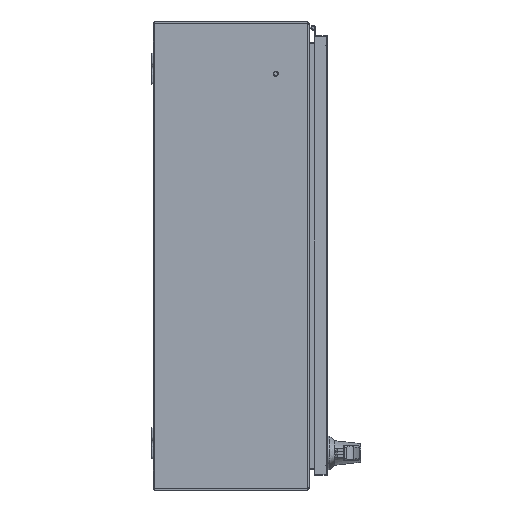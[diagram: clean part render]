
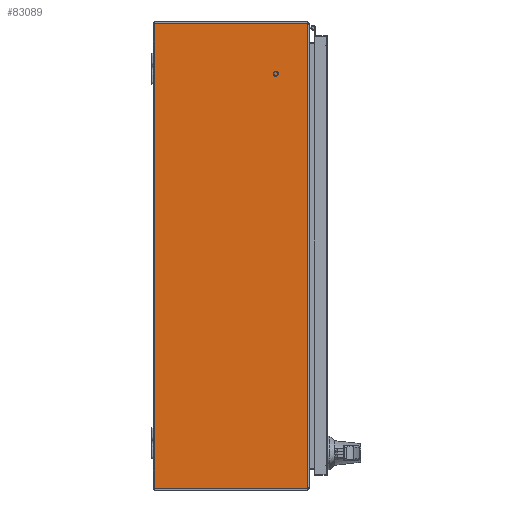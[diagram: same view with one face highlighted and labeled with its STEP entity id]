
A CAD part, front view. The second image highlights one B-rep face of the part: STEP entity #83089.
In plain terms, the highlighted face is planar.
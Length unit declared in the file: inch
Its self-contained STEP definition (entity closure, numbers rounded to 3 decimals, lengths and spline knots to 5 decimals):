
#2426 = DIRECTION ( 'NONE',  ( 1., 0., 0. ) ) ;
#2521 = CARTESIAN_POINT ( 'NONE',  ( -14.92789, -0.108, -18. ) ) ;
#2603 = CARTESIAN_POINT ( 'NONE',  ( -14.92789, -9.85871, -18. ) ) ;
#3464 = VECTOR ( 'NONE', #91262, 39.37008 ) ;
#4647 = VECTOR ( 'NONE', #88579, 39.37008 ) ;
#11163 = VERTEX_POINT ( 'NONE', #72542 ) ;
#12264 = VERTEX_POINT ( 'NONE', #2521 ) ;
#16609 = EDGE_LOOP ( 'NONE', ( #51923, #49095, #77297, #33349, #57319, #106047 ) ) ;
#16830 = VECTOR ( 'NONE', #89318, 39.37008 ) ;
#18977 = LINE ( 'NONE', #84575, #112992 ) ;
#21213 = CIRCLE ( 'NONE', #114272, 0.1 ) ;
#27783 = VERTEX_POINT ( 'NONE', #87957 ) ;
#28868 = AXIS2_PLACEMENT_3D ( 'NONE', #63741, #108194, #2426 ) ;
#33349 = ORIENTED_EDGE ( 'NONE', *, *, #112493, .F. ) ;
#34597 = DIRECTION ( 'NONE',  ( 0., 0., 1. ) ) ;
#35343 = AXIS2_PLACEMENT_3D ( 'NONE', #88664, #34597, #52002 ) ;
#37602 = CARTESIAN_POINT ( 'NONE',  ( -104.406, -9.892, -18. ) ) ;
#38029 = CARTESIAN_POINT ( 'NONE',  ( -104.406, -0.108, -18. ) ) ;
#38185 = VERTEX_POINT ( 'NONE', #40936 ) ;
#40194 = DIRECTION ( 'NONE',  ( 0., -1., 0. ) ) ;
#40936 = CARTESIAN_POINT ( 'NONE',  ( 14.92789, -9.85871, -18. ) ) ;
#44673 = LINE ( 'NONE', #44936, #4647 ) ;
#44936 = CARTESIAN_POINT ( 'NONE',  ( 14.92789, 39.37008, -18. ) ) ;
#45573 = EDGE_CURVE ( 'NONE', #74554, #27783, #21213, .T. ) ;
#49095 = ORIENTED_EDGE ( 'NONE', *, *, #101035, .F. ) ;
#51923 = ORIENTED_EDGE ( 'NONE', *, *, #113423, .F. ) ;
#51928 = DIRECTION ( 'NONE',  ( 0., 0., 1. ) ) ;
#52002 = DIRECTION ( 'NONE',  ( 1., 0., 0. ) ) ;
#52282 = CARTESIAN_POINT ( 'NONE',  ( -14.82789, -9.85871, -18. ) ) ;
#57085 = EDGE_CURVE ( 'NONE', #96090, #12264, #97369, .T. ) ;
#57319 = ORIENTED_EDGE ( 'NONE', *, *, #57085, .F. ) ;
#63741 = CARTESIAN_POINT ( 'NONE',  ( 14.82789, -9.85871, -18. ) ) ;
#72542 = CARTESIAN_POINT ( 'NONE',  ( 14.92218, -9.892, -18. ) ) ;
#74554 = VERTEX_POINT ( 'NONE', #2603 ) ;
#74931 = EDGE_CURVE ( 'NONE', #96090, #38185, #44673, .T. ) ;
#77297 = ORIENTED_EDGE ( 'NONE', *, *, #45573, .F. ) ;
#79025 = LINE ( 'NONE', #37602, #16830 ) ;
#81434 = FACE_OUTER_BOUND ( 'NONE', #16609, .T. ) ;
#83089 = ADVANCED_FACE ( 'NONE', ( #81434 ), #88269, .F. ) ;
#84575 = CARTESIAN_POINT ( 'NONE',  ( -14.92789, 39.37008, -18. ) ) ;
#87957 = CARTESIAN_POINT ( 'NONE',  ( -14.92218, -9.892, -18. ) ) ;
#88269 = PLANE ( 'NONE',  #35343 ) ;
#88579 = DIRECTION ( 'NONE',  ( 0., -1., 0. ) ) ;
#88664 = CARTESIAN_POINT ( 'NONE',  ( -104.406, 0., -18. ) ) ;
#89318 = DIRECTION ( 'NONE',  ( 1., 0., 0. ) ) ;
#91262 = DIRECTION ( 'NONE',  ( -1., 0., 0. ) ) ;
#94781 = DIRECTION ( 'NONE',  ( -1., 0., 0. ) ) ;
#96090 = VERTEX_POINT ( 'NONE', #96574 ) ;
#96574 = CARTESIAN_POINT ( 'NONE',  ( 14.92789, -0.108, -18. ) ) ;
#97369 = LINE ( 'NONE', #38029, #3464 ) ;
#101035 = EDGE_CURVE ( 'NONE', #27783, #11163, #79025, .T. ) ;
#105677 = CIRCLE ( 'NONE', #28868, 0.1 ) ;
#106047 = ORIENTED_EDGE ( 'NONE', *, *, #74931, .T. ) ;
#108194 = DIRECTION ( 'NONE',  ( 0., 0., 1. ) ) ;
#112493 = EDGE_CURVE ( 'NONE', #12264, #74554, #18977, .T. ) ;
#112992 = VECTOR ( 'NONE', #40194, 39.37008 ) ;
#113423 = EDGE_CURVE ( 'NONE', #11163, #38185, #105677, .T. ) ;
#114272 = AXIS2_PLACEMENT_3D ( 'NONE', #52282, #51928, #94781 ) ;
